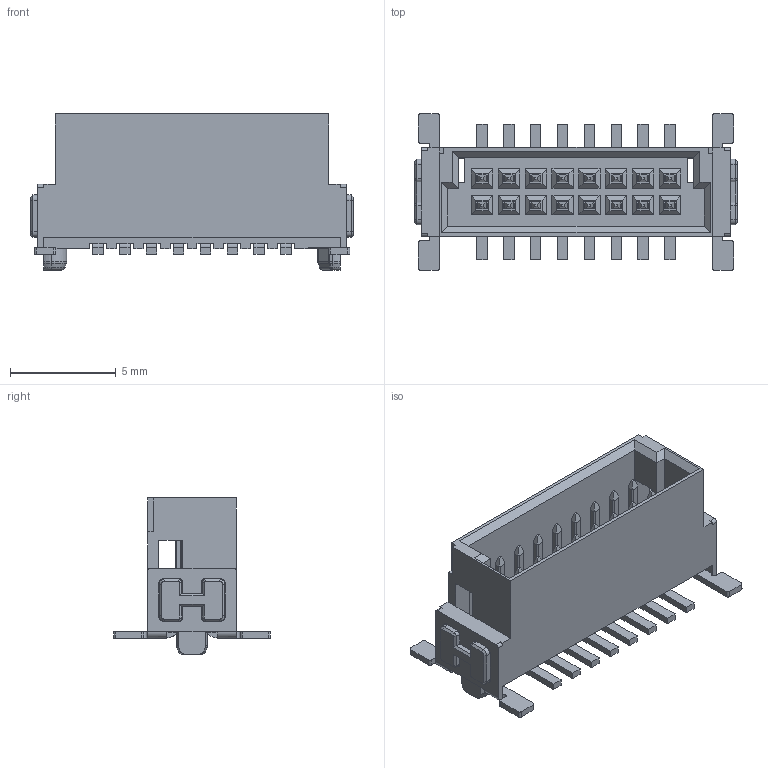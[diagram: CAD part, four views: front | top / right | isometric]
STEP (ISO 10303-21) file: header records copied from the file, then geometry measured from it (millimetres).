
FILE_DESCRIPTION(('CATIA V5 STEP Exchange','CAx-IF Rec.Pracs.--- Model Styling and Organization---1.4--- 2014-01-23'),'2;1');
FILE_NAME ('D1463889_0_2746990000_2746990000.stp','2020-10-05T13:07:00+00:00',('none'),('Weidmueller'),'CATIA Version 5-6 Release 2016 SP3 HF44','CATIA V5 STEP AP214','none');
FILE_SCHEMA(('AUTOMOTIVE_DESIGN { 1 0 10303 214 1 1 1 1 }'));
Length unit declared in the file: millimetre
Products named in the file (1): 2746990000
Bounding box: 15.24 x 7.4 x 7.38 mm (x, y, z)
Volume: 172.2 mm3; surface area: 729.3 mm2
Topology: 1 solids, 1 shells, 995 faces, 2706 edges, 1743 vertices
Faces by surface type: plane 627, cylinder 234, bspline 60, torus 49, cone 25
Entity records: 36569 total; most frequent: CARTESIAN_POINT 13068, ORIENTED_EDGE 5404, DIRECTION 3709, EDGE_CURVE 2702, VECTOR 1885, LINE 1885, VERTEX_POINT 1744, AXIS2_PLACEMENT_3D 1126
